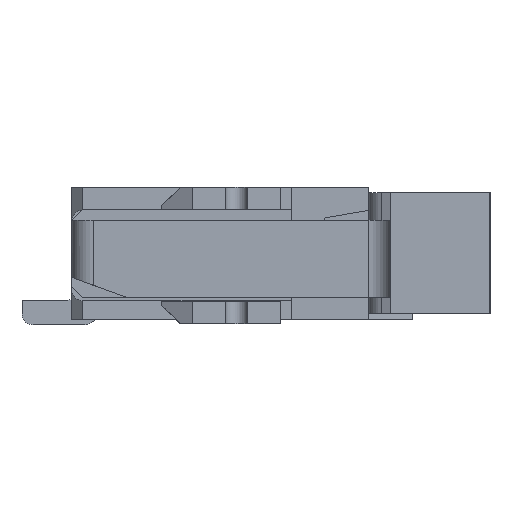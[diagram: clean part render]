
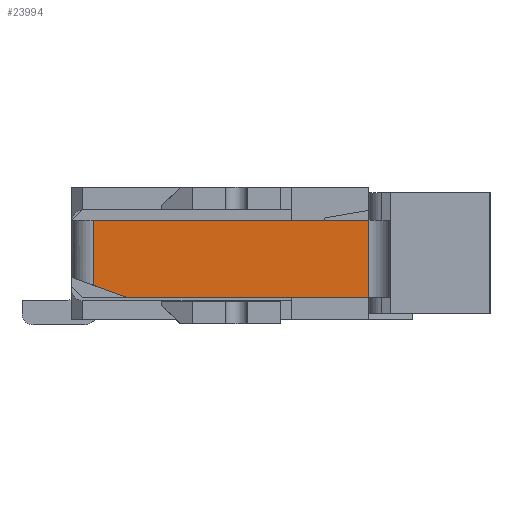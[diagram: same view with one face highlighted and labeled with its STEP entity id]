
A CAD part, left-side view. The second image highlights one B-rep face of the part: STEP entity #23994.
In plain terms, the highlighted planar face has unit normal (-1, 0, 0).
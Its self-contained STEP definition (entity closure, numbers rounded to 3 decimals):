
#7055=ORIENTED_EDGE('',*,*,#10975,.F.);
#7056=ORIENTED_EDGE('',*,*,#10985,.T.);
#7057=ORIENTED_EDGE('',*,*,#10986,.T.);
#7058=ORIENTED_EDGE('',*,*,#10984,.T.);
#7059=ORIENTED_EDGE('',*,*,#10987,.T.);
#10975=EDGE_CURVE('',#13410,#13411,#16487,.T.);
#10984=EDGE_CURVE('',#13414,#13416,#16494,.T.);
#10985=EDGE_CURVE('',#13410,#13417,#16495,.F.);
#10986=EDGE_CURVE('',#13417,#13414,#16496,.T.);
#10987=EDGE_CURVE('',#13416,#13411,#16497,.T.);
#13410=VERTEX_POINT('',#38187);
#13411=VERTEX_POINT('',#38189);
#13414=VERTEX_POINT('',#38200);
#13416=VERTEX_POINT('',#38204);
#13417=VERTEX_POINT('',#38208);
#16487=LINE('',#38188,#19607);
#16494=LINE('',#38205,#19614);
#16495=LINE('',#38207,#19615);
#16496=LINE('',#38209,#19616);
#16497=LINE('',#38210,#19617);
#19607=VECTOR('',#31184,1000.);
#19614=VECTOR('',#31199,1000.);
#19615=VECTOR('',#31202,1000.);
#19616=VECTOR('',#31203,1000.);
#19617=VECTOR('',#31204,1000.);
#20856=EDGE_LOOP('',(#7055,#7056,#7057,#7058,#7059));
#21972=FACE_BOUND('',#20856,.T.);
#22927=PLANE('',#25497);
#23994=ADVANCED_FACE('',(#21972),#22927,.F.);
#25497=AXIS2_PLACEMENT_3D('',#38206,#31200,#31201);
#31184=DIRECTION('',(0.,1.,0.));
#31199=DIRECTION('',(0.,1.,0.));
#31200=DIRECTION('',(1.,0.,0.));
#31201=DIRECTION('',(0.,0.,-1.));
#31202=DIRECTION('',(0.,0.,-1.));
#31203=DIRECTION('',(0.,0.94,0.342));
#31204=DIRECTION('',(0.,0.,-1.));
#38187=CARTESIAN_POINT('',(-10.4,-3.15,-0.3));
#38188=CARTESIAN_POINT('',(-10.4,-3.35,-0.3));
#38189=CARTESIAN_POINT('',(-10.4,-0.65,-0.3));
#38200=CARTESIAN_POINT('',(-10.4,-2.85,0.4));
#38204=CARTESIAN_POINT('',(-10.4,-0.65,0.4));
#38205=CARTESIAN_POINT('',(-10.4,-3.35,0.4));
#38206=CARTESIAN_POINT('',(-10.4,-3.35,0.4));
#38207=CARTESIAN_POINT('',(-10.4,-3.15,0.218));
#38208=CARTESIAN_POINT('',(-10.4,-3.15,0.291));
#38209=CARTESIAN_POINT('',(-10.4,-3.35,0.218));
#38210=CARTESIAN_POINT('',(-10.4,-0.65,0.4));
